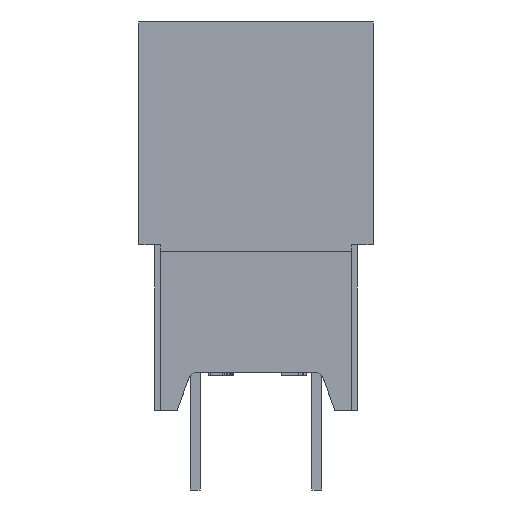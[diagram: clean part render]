
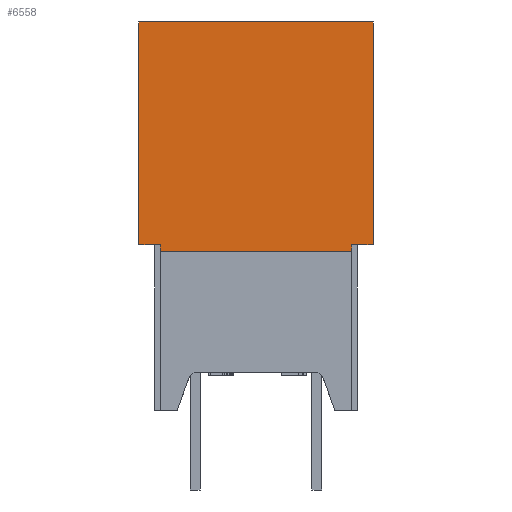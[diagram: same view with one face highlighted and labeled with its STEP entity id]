
A CAD part, left-side view. The second image highlights one B-rep face of the part: STEP entity #6558.
In plain terms, the highlighted planar face has unit normal (-1, 0, 0).
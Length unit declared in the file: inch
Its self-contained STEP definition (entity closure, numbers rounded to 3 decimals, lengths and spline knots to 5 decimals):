
#2=DIRECTION('',(0.,0.,1.));
#3=VECTOR('',#2,0.35);
#4=CARTESIAN_POINT('',(-1.38,0.184,-0.35));
#5=LINE('',#4,#3);
#6=DIRECTION('',(0.,-1.,0.));
#7=VECTOR('',#6,0.368);
#8=CARTESIAN_POINT('',(-1.38,0.184,0.));
#9=LINE('',#8,#7);
#10=DIRECTION('',(0.,0.,-1.));
#11=VECTOR('',#10,0.35);
#12=CARTESIAN_POINT('',(-1.38,-0.184,0.));
#13=LINE('',#12,#11);
#18=DIRECTION('',(0.,-1.,0.));
#19=VECTOR('',#18,0.034);
#20=CARTESIAN_POINT('',(-1.38,-0.15,-0.35));
#21=LINE('',#20,#19);
#66=DIRECTION('',(0.,-1.,0.));
#67=VECTOR('',#66,0.034);
#68=CARTESIAN_POINT('',(-1.38,0.184,-0.35));
#69=LINE('',#68,#67);
#94=DIRECTION('',(0.,0.,-1.));
#95=VECTOR('',#94,0.01);
#96=CARTESIAN_POINT('',(-1.38,-0.15,-0.35));
#97=LINE('',#96,#95);
#1328=DIRECTION('',(0.,0.,-1.));
#1329=VECTOR('',#1328,0.01);
#1330=CARTESIAN_POINT('',(-1.38,0.15,-0.35));
#1331=LINE('',#1330,#1329);
#1470=DIRECTION('',(0.,1.,0.));
#1471=VECTOR('',#1470,0.3);
#1472=CARTESIAN_POINT('',(-1.38,-0.15,-0.36));
#1473=LINE('',#1472,#1471);
#4953=CARTESIAN_POINT('',(-1.38,0.184,-0.35));
#4954=CARTESIAN_POINT('',(-1.38,0.184,0.));
#4955=VERTEX_POINT('',#4953);
#4956=VERTEX_POINT('',#4954);
#4957=CARTESIAN_POINT('',(-1.38,-0.184,0.));
#4958=VERTEX_POINT('',#4957);
#4959=CARTESIAN_POINT('',(-1.38,-0.184,-0.35));
#4960=VERTEX_POINT('',#4959);
#5125=CARTESIAN_POINT('',(-1.38,-0.15,-0.36));
#5127=VERTEX_POINT('',#5125);
#5129=CARTESIAN_POINT('',(-1.38,0.15,-0.36));
#5131=VERTEX_POINT('',#5129);
#5235=CARTESIAN_POINT('',(-1.38,-0.15,-0.35));
#5237=VERTEX_POINT('',#5235);
#5243=CARTESIAN_POINT('',(-1.38,0.15,-0.35));
#5245=VERTEX_POINT('',#5243);
#6535=CARTESIAN_POINT('',(-1.38,0.,0.));
#6536=DIRECTION('',(1.,0.,0.));
#6537=DIRECTION('',(0.,0.,-1.));
#6538=AXIS2_PLACEMENT_3D('',#6535,#6536,#6537);
#6539=PLANE('',#6538);
#6541=ORIENTED_EDGE('',*,*,#6540,.F.);
#6543=ORIENTED_EDGE('',*,*,#6542,.T.);
#6545=ORIENTED_EDGE('',*,*,#6544,.T.);
#6547=ORIENTED_EDGE('',*,*,#6546,.F.);
#6549=ORIENTED_EDGE('',*,*,#6548,.F.);
#6551=ORIENTED_EDGE('',*,*,#6550,.T.);
#6553=ORIENTED_EDGE('',*,*,#6552,.T.);
#6555=ORIENTED_EDGE('',*,*,#6554,.T.);
#6556=EDGE_LOOP('',(#6541,#6543,#6545,#6547,#6549,#6551,#6553,#6555));
#6557=FACE_OUTER_BOUND('',#6556,.F.);
#6540=EDGE_CURVE('',#5237,#4960,#21,.T.);
#6542=EDGE_CURVE('',#5237,#5127,#97,.T.);
#6544=EDGE_CURVE('',#5127,#5131,#1473,.T.);
#6546=EDGE_CURVE('',#5245,#5131,#1331,.T.);
#6548=EDGE_CURVE('',#4955,#5245,#69,.T.);
#6550=EDGE_CURVE('',#4955,#4956,#5,.T.);
#6552=EDGE_CURVE('',#4956,#4958,#9,.T.);
#6554=EDGE_CURVE('',#4958,#4960,#13,.T.);
#6558=ADVANCED_FACE('',(#6557),#6539,.F.);
